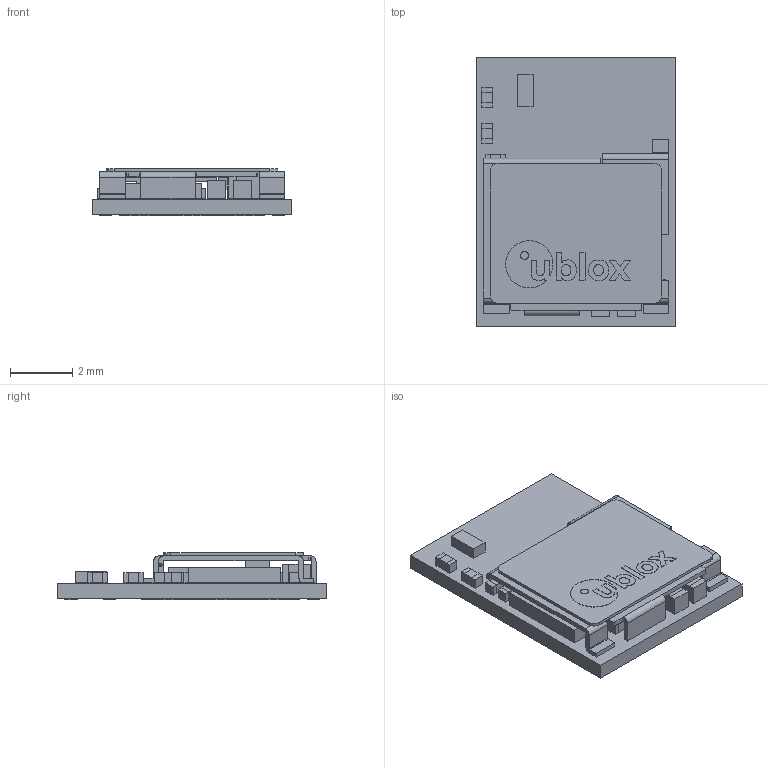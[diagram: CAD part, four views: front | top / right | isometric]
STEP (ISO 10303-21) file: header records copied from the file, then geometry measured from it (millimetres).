
FILE_DESCRIPTION (( 'STEP AP214' ), '1' );
FILE_NAME ('BMD-350.STEP', '2020-06-10T23:05:37', ( '' ), ( '' ), 'SwSTEP 2.0', 'SolidWorks 2017', '' );
FILE_SCHEMA (( 'AUTOMOTIVE_DESIGN' ));
Length unit declared in the file: millimetre
Products named in the file (54): BMD-350-pads; C5; L2; logo_o_4mm; 6489769440; 6450190976; 472-00005; C1; label-55-45; C12; core; 6489769840; L3; base; U1; label-with-logo-55-45; Extruded_2; logo_x_4mm; C13; Extruded_7; Extruded_9; Extruded; logo_l_4mm; BMD-350; 6450184736; logo_full_4mm; X1; Extruded_6; Free-Models; C10; 6489488208; Extruded_8; 6450192736; Extruded_5; 6450190016; Extruded_3; Cylinder; A1; 6489486928; logo_u_4mm ...
Assembly tree (90 placements, depth 4):
  BMD-350
    L2
      74479763xxx
        core
        base  x2
    L4
      6450186336
        Extruded
      6489486928  x2
        Extruded_2
    C12
      6489487648
        Extruded_3
      6489486928  x2
        Extruded_2
    L3
      6450186336
        Extruded
      6489488208  x2
        Extruded_4
    A1
      6450190976
        Extruded_5
    C5
      6489486928  x2
        Extruded_2
      6489487648
        Extruded_3
    C4
      6489486928  x2
        Extruded_2
      6489487648
        Extruded_3
    C1
      6489769840
        Extruded_6
      6489769440  x2
        Extruded_7
    C2
      6489769840
        Extruded_6
      6489769440  x2
        Extruded_7
    C9
      6489486928  x2
        Extruded_2
      6489487648
        Extruded_3
    C10
      6489487648
        Extruded_3
      6489488208  x2
        Extruded_4
    C11
      6489487648
        Extruded_3
      6489488208  x2
        Extruded_4
    C7
      6489488208  x2
Bounding box: 6.4 x 8.65 x 1.51 mm (x, y, z)
Volume: 44.7 mm3; surface area: 341.4 mm2
Topology: 104 solids, 104 shells, 990 faces, 2326 edges, 1536 vertices
Faces by surface type: plane 683, cylinder 234, bspline 73
Entity records: 26692 total; most frequent: CARTESIAN_POINT 5044, DIRECTION 3733, ORIENTED_EDGE 3700, EDGE_CURVE 1850, VECTOR 1265, LINE 1265, AXIS2_PLACEMENT_3D 1234, VERTEX_POINT 1228
